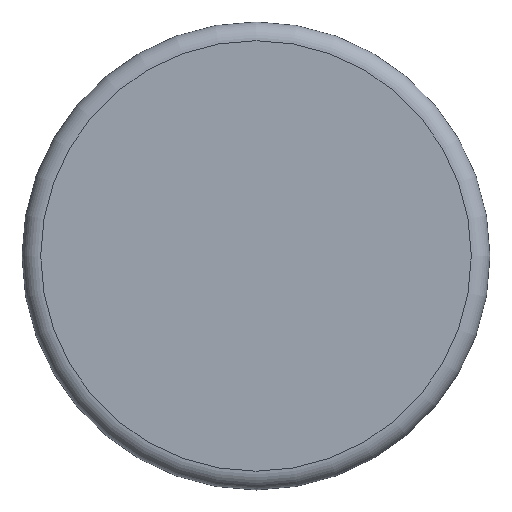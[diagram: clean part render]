
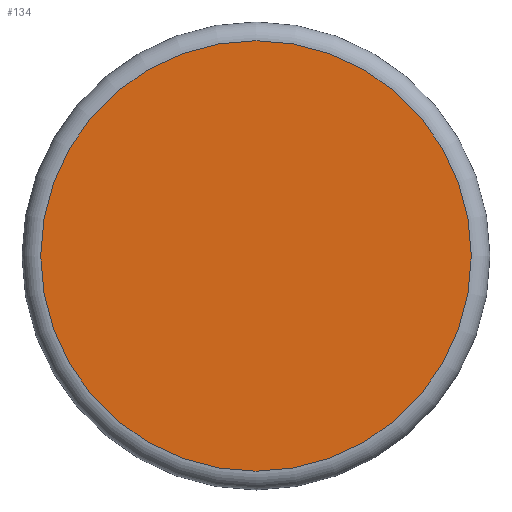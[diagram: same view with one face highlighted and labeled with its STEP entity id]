
A CAD part, top view. The second image highlights one B-rep face of the part: STEP entity #134.
In plain terms, the highlighted planar face has unit normal (0, 0, 1).
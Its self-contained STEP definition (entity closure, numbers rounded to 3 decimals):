
#17=PLANE('',#157);
#42=FACE_OUTER_BOUND('',#61,.T.);
#61=EDGE_LOOP('',(#116));
#74=CIRCLE('',#153,11.5);
#85=VERTEX_POINT('',#231);
#96=EDGE_CURVE('',#85,#85,#74,.T.);
#116=ORIENTED_EDGE('',*,*,#96,.F.);
#134=ADVANCED_FACE('',(#42),#17,.T.);
#153=AXIS2_PLACEMENT_3D('',#232,#191,#192);
#157=AXIS2_PLACEMENT_3D('',#238,#199,#200);
#191=DIRECTION('center_axis',(0.,0.,-1.));
#192=DIRECTION('ref_axis',(1.,0.,0.));
#199=DIRECTION('center_axis',(0.,0.,1.));
#200=DIRECTION('ref_axis',(1.,0.,0.));
#231=CARTESIAN_POINT('',(-11.5,0.,0.));
#232=CARTESIAN_POINT('Origin',(0.,0.,0.));
#238=CARTESIAN_POINT('Origin',(-12.5,0.,0.));
